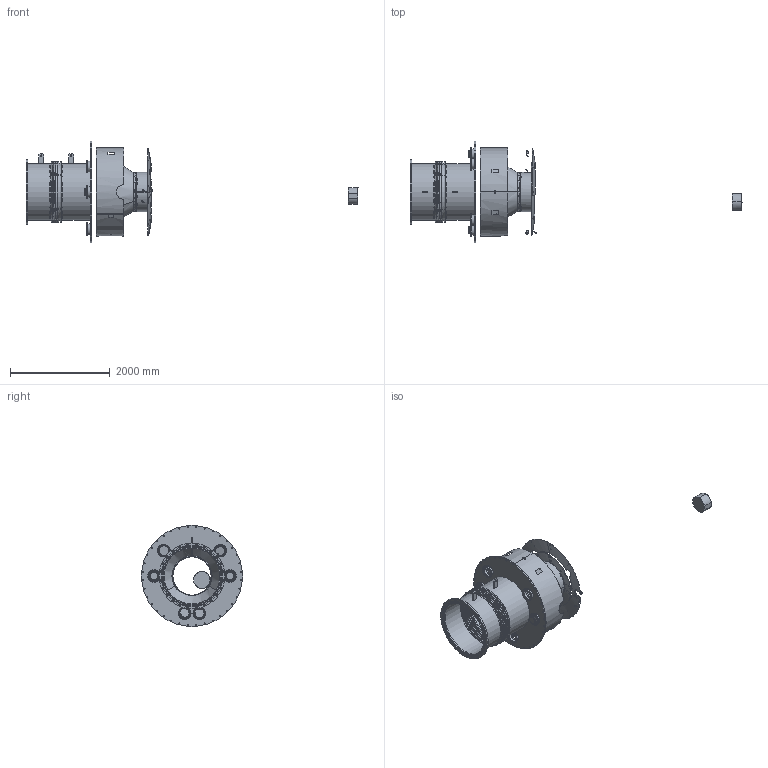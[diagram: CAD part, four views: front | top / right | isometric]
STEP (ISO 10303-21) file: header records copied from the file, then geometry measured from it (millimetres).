
FILE_DESCRIPTION (( 'STEP AP214' ), '1' );
FILE_NAME ('D0901465-v6.STEP', '2019-07-30T20:19:08', ( '' ), ( '' ), 'SwSTEP 2.0', 'SolidWorks 2019', '' );
FILE_SCHEMA (( 'AUTOMOTIVE_DESIGN' ));
Length unit declared in the file: millimetre
Products named in the file (50): D1200176 aLIGO Pcal Mirror Mount Asembly, ETM Beam; D1100999 aLIGO, high quality, non-wedged, 6in Viewport Assy; D0900471 AdvLIGO Systems, BSC4-L1 Top Level Chamber Assembly (Simplified); D1700399 aLIGO, PCAL-VIDEO CAM, SLiC BARREL BAFFLE PANELS_-02 TYPE; D1003186_ aLIGO_Manifold_Cryo_Baffle_Segment_Subassembly_Weldment, ETMX H1,Right _Weldment-Right; D1003184_aLIGO_Manifold_Cryo_Baffle_Segment_Subassembly_Weldment, ETMX H1, Bottom ; D1003187 aLIGO_Manifold_Cryo_Baffle_Inner_Segment, ETMX H1, Right_default; D1800228 aLIGO, PCAL Nozzle Baffle Assy.; D1700164 aLIGO, PCAL-VIDEO CAM, PERISCOPE SHIELD (INNER PANEL_Xarm)_-07 TYPE; D1201125_aLIGO_Manifold_Cryo_Baffle_ ETM X_Radial Segment Right_D1201125; D1003183_aLIGO_AOS_Manifold Cryo Baffle_Radial Segment  Assy; D0901465-v6; D1700165 aLIGO, PCAL-VIDEO CAM, PERISCOPE SHIELD (OUTER PANEL_Xarm)_-03 TYPE; D0901860 AdvLIGO Vacuum Equipment Layout, LLO X-End Station_Short Walls; D1700399 aLIGO, PCAL-VIDEO CAM, SLiC BARREL BAFFLE PANELS_-04 TYPE; D080658_ALIGO COC_ETM_SUBSTRATE; D1700164 aLIGO, PCAL-VIDEO CAM, PERISCOPE SHIELD (INNER PANEL_Xarm)_-06 TYPE; D0902455 ETM OPTIC WITH EARS ASSEMBLY; D1101006 aLIGO, high quality, non-wedged, 6in Viewport, Optic_D1101006-1; D1003188 aLIGO_Manifold_Cryo_Baffle_Segment_Subassembly_Weldment, ETMX H1, Left ; D1102439 aLIGO PCAL 2 INCH MIRROR AND MOUNT ASSEMBLY; D1000759_aLIGO SUS ETM Production Monolithic Assembly_SUSPENDED CONFIGURATION; D1000558 aLIGO_Manifold_Cryo_Baffle_Radial Segment Left_D1000558; D1003191 aLIGO_Manifold_Cryo_Baffle_Inner_Segment, ETMX H1, Left_default; MI2045-1047 (PRECISION PHOTONICS); D1700164 aLIGO, PCAL-VIDEO CAM, PERISCOPE SHIELD (INNER PANEL_Xarm)_-05 TYPE; D961140_Adapter A-1_LIGO_VE; D1001348_aLIGO_Manifold_Cryo_Baffle_Cyl_Scraper_Assy; D1000570_aLIGO_Manifold_Cryo_Baffle_Cylinder; D0900478 AdvLIGO SUS BSC4-L1, XYZ Local CS for ETMX_Full Complete; D1200174 aLIGO, PCAL-VIDEO CAM, PERISCOPE_-02 (X-Arm); D0901860 AdvLIGO Vacuum Equipment Layout, LLO-L1 X-End Station; D1700165 aLIGO, PCAL-VIDEO CAM, PERISCOPE SHIELD (OUTER PANEL_Xarm)_-04 TYPE; D0901860 aLIGO VE, LLO-L1 X-End Station (Tubes, Spools & Adaptors); D0902620 aLIGO_Manifold_Cryo_Baffle_Radial Segment Bottom; D1300265 aLIGO Systems, External VE Equipment Layout, LLO X-End Station; D1003181 aLIGO_Manifold_Cryo_Baffle_Assembly, ETMX H1; D1700164 aLIGO, PCAL-VIDEO CAM, PERISCOPE SHIELD (INNER PANEL_Xarm)_-08 TYPE; D1700165 aLIGO, PCAL-VIDEO CAM, PERISCOPE SHIELD (OUTER PANEL_Xarm)_-08 TYPE; D1003185 aLIGO_Manifold_Cryo_Baffle_Inner_Segment, ETMX H1, Bottom_default ...
Assembly tree (57 placements, depth 7):
  D0901465-v6
    D1300265 aLIGO Systems, External VE Equipment Layout, LLO X-End Station
      D0901860 AdvLIGO Vacuum Equipment Layout, LLO X-End Station_Short Walls
        D0901860 AdvLIGO Vacuum Equipment Layout, LLO-L1 X-End Station
          D0901860 aLIGO VE, LLO-L1 X-End Station (Tubes, Spools & Adaptors)
            D961140_Adapter A-1_LIGO_VE
    D1300600 aLIGO Systems, BSC Chamber, LLO X-End Station
      D0900471 AdvLIGO Systems, BSC4-L1 Top Level Chamber Assembly (Simplified)
        D0900478 AdvLIGO SUS BSC4-L1, XYZ Local CS for ETMX_Full Complete
          D1000759_aLIGO SUS ETM Production Monolithic Assembly_SUSPENDED CONFIGURATION
            D0902455 ETM OPTIC WITH EARS ASSEMBLY
              D080658_ALIGO COC_ETM_SUBSTRATE
    D1003181 aLIGO_Manifold_Cryo_Baffle_Assembly, ETMX H1
      D1003183_aLIGO_AOS_Manifold Cryo Baffle_Radial Segment  Assy
        D1003184_aLIGO_Manifold_Cryo_Baffle_Segment_Subassembly_Weldment, ETMX H1, Bottom 
          D1003185 aLIGO_Manifold_Cryo_Baffle_Inner_Segment, ETMX H1, Bottom_default
          D0902620 aLIGO_Manifold_Cryo_Baffle_Radial Segment Bottom
        D1003186_ aLIGO_Manifold_Cryo_Baffle_Segment_Subassembly_Weldment, ETMX H1,Right _Weldment-Right
          D1003187 aLIGO_Manifold_Cryo_Baffle_Inner_Segment, ETMX H1, Right_default
          D1201125_aLIGO_Manifold_Cryo_Baffle_ ETM X_Radial Segment Right_D1201125
        D1003188 aLIGO_Manifold_Cryo_Baffle_Segment_Subassembly_Weldment, ETMX H1, Left 
          D1003191 aLIGO_Manifold_Cryo_Baffle_Inner_Segment, ETMX H1, Left_default
          D1000558 aLIGO_Manifold_Cryo_Baffle_Radial Segment Left_D1000558
        D1001348_aLIGO_Manifold_Cryo_Baffle_Cyl_Scraper_Assy
          D1000570_aLIGO_Manifold_Cryo_Baffle_Cylinder
    D1200174 aLIGO, PCAL-VIDEO CAM, PERISCOPE_-02 (X-Arm)
      D1102439 aLIGO PCAL 2 INCH MIRROR AND MOUNT ASSEMBLY
        MI2045-1047 (PRECISION PHOTONICS)
      D1102439 aLIGO PCAL 2 INCH MIRROR AND MOUNT ASSEMBLY
        MI2045-1047 (PRECISION PHOTONICS)
      D1102439 aLIGO PCAL 2 INCH MIRROR AND MOUNT ASSEMBLY
        MI2045-1047 (PRECISION PHOTONICS)
      D1200176 aLIGO Pcal Mirror Mount Asembly, ETM Beam
        MI2045-1047 (PRECISION PHOTONICS)
      D1200176 aLIGO Pcal Mirror Mount Asembly, ETM Beam
        MI2045-1047 (PRECISION PHOTONICS)
      D1200176 aLIGO Pcal Mirror Mount Asembly, ETM Beam
        MI2045-1047 (PRECISION PHOTONICS)
      D1200176 aLIGO Pcal Mirror Mount Asembly, ETM Beam
        MI2045-1047 (PRECISION PHOTONICS)
      D1700164 aLIGO, PCAL-VIDEO CAM, PERISCOPE SHIELD (INNER PANEL_Xarm)_-05 TYPE
      D1700164 aLIGO, PCAL-VIDEO CAM, PERISCOPE SHIELD (INNER PANEL_Xarm)_-06 TYPE
      D1700164 aLIGO, PCAL-VIDEO CAM, PERISCOPE SHIELD (INNER PANEL_Xarm)_-07 TYPE
      D1700164 aLIGO, PCAL-VIDEO CAM, PERISCOPE SHIELD (INNER PANEL_Xarm)_-08 TYPE
      D1700399 aLIGO, PCAL-VIDEO CAM, SLiC BARREL BAFFLE PANELS_-02 TYPE
      D1700399 aLIGO, PCAL-VIDEO CAM, SLiC BARREL BAFFLE PANELS_-04 TYPE
      D1700165 aLIGO, PCAL-VIDEO CAM, PERISCOPE SHIELD (OUTER PANEL_Xarm)_-03 TYPE
      D1700165 aLIGO, PCAL-VIDEO CAM, PERISCOPE SHIELD (OUTER PANEL_Xarm)_-04 TYPE
      D1700165 aLIGO, PCAL-VIDEO CAM, PERISCOPE SHIELD (OUTER PANEL_Xarm)_-07 TYPE
      D1700165 aLIGO, PCAL-VIDEO CAM, PERISCOPE SHIELD (OUTER PANEL_Xarm)_-08 TYPE
    D1100999 aLIGO, high quality, non-wedged, 6in Viewport Assy
      D1101006 aLIGO, high quality, non-wedged, 6in Viewport, Optic_D1101006-1
    D1100999 aLIGO, high quality, non-wedged, 6in Viewport Assy
      D1101006 aLIGO, high quality, non-wedged, 6in Viewport, Optic_D1101006-1
    D1800228 aLIGO, PCAL Nozzle Baffle Assy.
      D1800227 aLIGO, PCAL Nozzle Baffle Assy., Baffle
    D1800228 aLIGO, PCAL Nozzle Baffle Assy.
      D1800227 aLIGO, PCAL Nozzle Baffle Assy., Baffle
Bounding box: 6672.71 x 2032 x 2032 mm (x, y, z)
Volume: 128553256.1 mm3; surface area: 41038813.2 mm2
Topology: 32 solids, 32 shells, 1486 faces, 4900 edges, 3348 vertices
Faces by surface type: cylinder 840, plane 490, cone 72, bspline 62, torus 22
Full cylindrical faces by diameter (mm): 5.309 x30, 5.334 x4, 5.613 x2, 6.35 x144, 6.756 x3, 7.142 x48, 14.935 x55, 25.4 x45, 50.8 x7, 152.4 x2, 193.04 x4, 197.612 x6, 210.312 x6, 218.186 x6, 254 x6, 1120.902 x2, 1123.95 x2, 1136.65 x2, 1160.145 x1, 1171.702 x1, 1206.5 x1, 1236.345 x1, 1320.8 x1, 2032 x1
Entity records: 87197 total; most frequent: CARTESIAN_POINT 46847, ORIENTED_EDGE 8164, DIRECTION 7336, EDGE_CURVE 4082, AXIS2_PLACEMENT_3D 2954, VERTEX_POINT 2953, EDGE_LOOP 2509, FACE_OUTER_BOUND 1828
